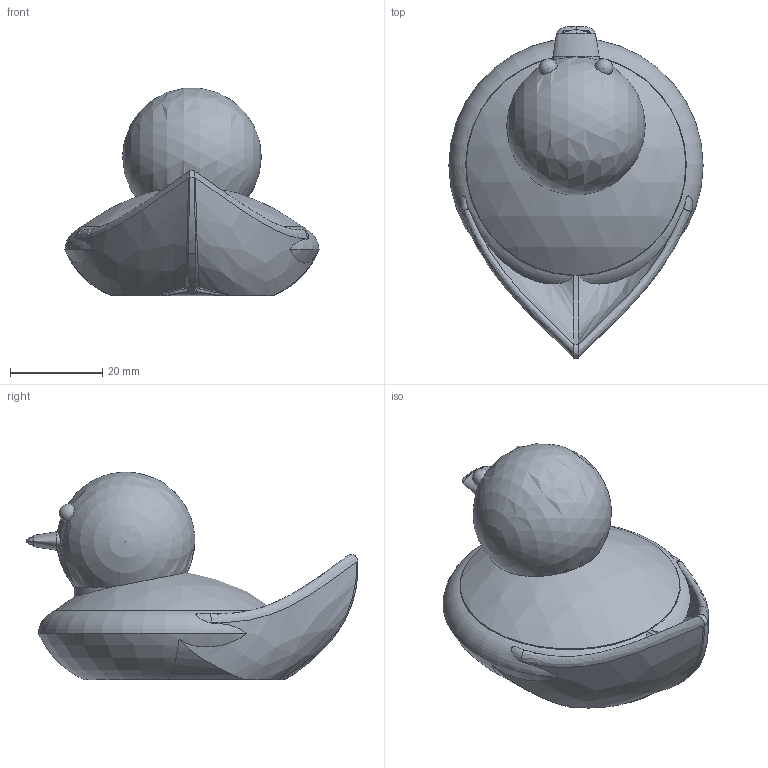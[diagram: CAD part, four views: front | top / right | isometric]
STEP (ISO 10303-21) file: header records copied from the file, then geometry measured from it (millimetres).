
FILE_DESCRIPTION(/* description */ ('STEP AP242 Edition 2','CAx-IF Rec.Pracs.---Representation and Presentation of Product Manufacturing Information (PMI)---4.0---2014-10-13','CAx-IF Rec.Pracs.---3D Tessellated Geometry---0.4---2014-09-14','2;1','CAx-IF Rec.Pracs.---User Defined Attributes---1.5---2016-08-15'),/* implementation_level */ '2;1');
FILE_NAME(/* name */ '6954495c18e348e302c1249c',/* time_stamp */ '2025-12-30T21:51:25Z',/* author */ (''),/* organization */ (''),/* preprocessor_version */ 'ST-DEVELOPER v20',/* originating_system */ 'ONSHAPE BY PTC INC, 1.208',/* authorisation */ ' ');
FILE_SCHEMA (('AP242_MANAGED_MODEL_BASED_3D_ENGINEERING_MIM_LF { 1 0 10303 442 3 1 4 }'));
Length unit declared in the file: metre
Products named in the file (1): Rubber Ducky
Bounding box: 55 x 71.79 x 44.87 mm (x, y, z)
Volume: 52951.9 mm3; surface area: 9796.2 mm2
Topology: 1 solids, 1 shells, 64 faces, 177 edges, 117 vertices
Faces by surface type: bspline 39, cylinder 9, plane 5, sphere 4, torus 4, cone 3
Full cylindrical faces by diameter (mm): 20 x1
Entity records: 4797 total; most frequent: CARTESIAN_POINT 3416, ORIENTED_EDGE 328, EDGE_CURVE 164, B_SPLINE_CURVE_WITH_KNOTS 124, DIRECTION 115, VERTEX_POINT 110, EDGE_LOOP 72, FACE_BOUND 72
